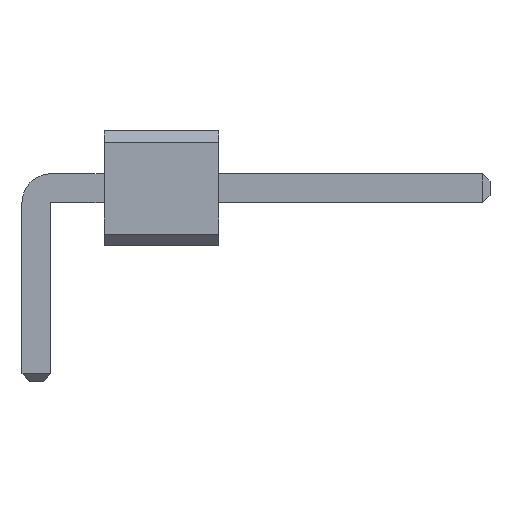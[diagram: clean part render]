
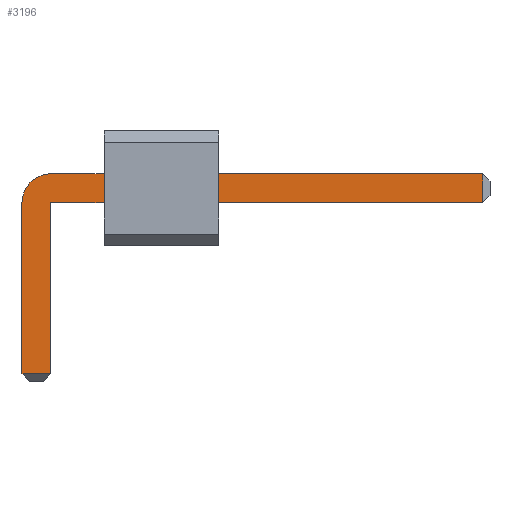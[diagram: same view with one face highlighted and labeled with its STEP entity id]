
A CAD part, front view. The second image highlights one B-rep face of the part: STEP entity #3196.
In plain terms, the highlighted planar face has unit normal (0, -1, 0).
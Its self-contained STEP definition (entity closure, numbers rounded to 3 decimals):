
#13=DIRECTION('',(0.,0.,1.));
#1411=VECTOR('',#13,1.);
#2996=VECTOR('',#2997,1.);
#2997=DIRECTION('',(1.,0.,0.));
#3003=VECTOR('',#3004,1.);
#3004=DIRECTION('',(0.,0.,-1.));
#3011=VECTOR('',#3012,1.);
#3012=DIRECTION('',(-1.,0.,0.));
#3033=DIRECTION('',(-0.,1.,0.));
#3037=DIRECTION('',(0.,1.,0.));
#3038=DIRECTION('',(1.,0.,0.));
#3045=VERTEX_POINT('',#3046);
#3046=CARTESIAN_POINT('',(0.32,-58.74,1.59));
#3048=ORIENTED_EDGE('',*,*,#3049,.T.);
#3049=EDGE_CURVE('',#3045,#3050,#3052,.T.);
#3050=VERTEX_POINT('',#3051);
#3051=CARTESIAN_POINT('',(9.88,-58.74,1.59));
#3052=LINE('',#3053,#2996);
#3053=CARTESIAN_POINT('',(-0.32,-58.74,1.59));
#3091=EDGE_CURVE('',#3092,#3045,#3094,.T.);
#3092=VERTEX_POINT('',#3093);
#3093=CARTESIAN_POINT('',(-0.32,-58.74,0.95));
#3094=CIRCLE('',#3095,0.64);
#3095=AXIS2_PLACEMENT_3D('',#3096,#3033,#3004);
#3096=CARTESIAN_POINT('',(0.32,-58.74,0.95));
#3108=VERTEX_POINT('',#3109);
#3109=CARTESIAN_POINT('',(9.88,-58.74,0.95));
#3111=ORIENTED_EDGE('',*,*,#3112,.T.);
#3112=EDGE_CURVE('',#3108,#3113,#3114,.T.);
#3113=VERTEX_POINT('',#3096);
#3114=LINE('',#3115,#3011);
#3115=CARTESIAN_POINT('',(10.04,-58.74,0.95));
#3127=VERTEX_POINT('',#3128);
#3128=CARTESIAN_POINT('',(-0.32,-58.74,-2.84));
#3130=ORIENTED_EDGE('',*,*,#3131,.T.);
#3131=EDGE_CURVE('',#3127,#3092,#3132,.T.);
#3132=LINE('',#3133,#1411);
#3133=CARTESIAN_POINT('',(-0.32,-58.74,-3.));
#3141=ORIENTED_EDGE('',*,*,#3142,.T.);
#3142=EDGE_CURVE('',#3113,#3143,#3145,.T.);
#3143=VERTEX_POINT('',#3144);
#3144=CARTESIAN_POINT('',(0.32,-58.74,-2.84));
#3145=LINE('',#3096,#3003);
#3196=ADVANCED_FACE('',(#3197),#3206,.F.);
#3197=FACE_BOUND('',#3198,.F.);
#3198=EDGE_LOOP('',(#3048,#3199,#3111,#3141,#3202,#3130,#3205));
#3199=ORIENTED_EDGE('',*,*,#3200,.T.);
#3200=EDGE_CURVE('',#3050,#3108,#3201,.T.);
#3201=LINE('',#3051,#3003);
#3202=ORIENTED_EDGE('',*,*,#3203,.T.);
#3203=EDGE_CURVE('',#3143,#3127,#3204,.T.);
#3204=LINE('',#3144,#3011);
#3205=ORIENTED_EDGE('',*,*,#3091,.T.);
#3206=PLANE('',#3207);
#3207=AXIS2_PLACEMENT_3D('',#3208,#3037,#3038);
#3208=CARTESIAN_POINT('',(3.576,-58.74,0.579));
